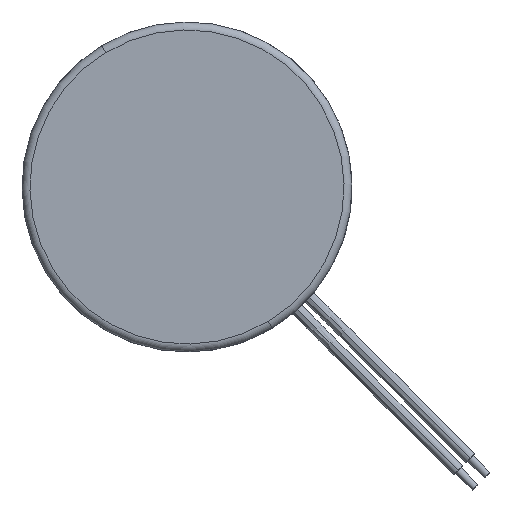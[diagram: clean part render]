
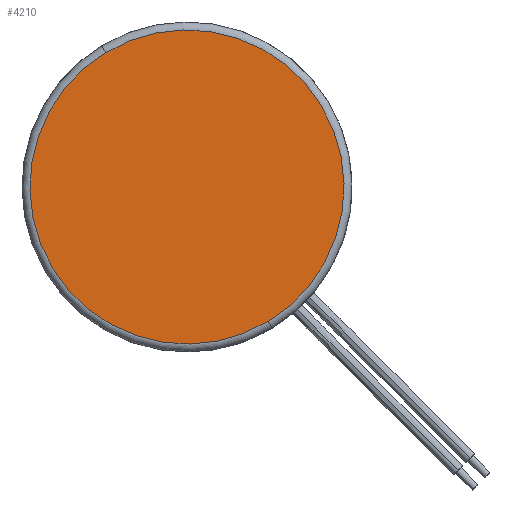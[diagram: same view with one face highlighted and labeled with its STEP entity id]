
A CAD part, left-side view. The second image highlights one B-rep face of the part: STEP entity #4210.
In plain terms, the highlighted planar face has unit normal (-1, 0, 0).
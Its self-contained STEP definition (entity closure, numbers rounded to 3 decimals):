
#31 = DIRECTION ( 'NONE',  ( -1., 0., 0. ) ) ;
#404 = EDGE_CURVE ( 'NONE', #7499, #3901, #5108, .T. ) ;
#1954 = DIRECTION ( 'NONE',  ( 0., -0.517, -0.856 ) ) ;
#2416 = CARTESIAN_POINT ( 'NONE',  ( -7.5, 0., 0. ) ) ;
#2429 = CARTESIAN_POINT ( 'NONE',  ( -7.5, 0., 0. ) ) ;
#2855 = CIRCLE ( 'NONE', #3965, 19.85 ) ;
#2879 = ORIENTED_EDGE ( 'NONE', *, *, #6719, .T. ) ;
#3146 = EDGE_LOOP ( 'NONE', ( #5051, #2879 ) ) ;
#3901 = VERTEX_POINT ( 'NONE', #5474 ) ;
#3965 = AXIS2_PLACEMENT_3D ( 'NONE', #2416, #5514, #1954 ) ;
#4210 = ADVANCED_FACE ( 'NONE', ( #5755 ), #5710, .T. ) ;
#5051 = ORIENTED_EDGE ( 'NONE', *, *, #404, .T. ) ;
#5108 = CIRCLE ( 'NONE', #7116, 19.85 ) ;
#5127 = DIRECTION ( 'NONE',  ( -1., 0., 0. ) ) ;
#5361 = DIRECTION ( 'NONE',  ( 0., -0.517, -0.856 ) ) ;
#5474 = CARTESIAN_POINT ( 'NONE',  ( -7.5, 10.265, 16.99 ) ) ;
#5514 = DIRECTION ( 'NONE',  ( -1., 0., 0. ) ) ;
#5710 = PLANE ( 'NONE',  #7254 ) ;
#5755 = FACE_OUTER_BOUND ( 'NONE', #3146, .T. ) ;
#5998 = CARTESIAN_POINT ( 'NONE',  ( -7.5, 0., 0. ) ) ;
#6341 = DIRECTION ( 'NONE',  ( 0., -0.517, -0.856 ) ) ;
#6719 = EDGE_CURVE ( 'NONE', #3901, #7499, #2855, .T. ) ;
#7116 = AXIS2_PLACEMENT_3D ( 'NONE', #5998, #31, #5361 ) ;
#7254 = AXIS2_PLACEMENT_3D ( 'NONE', #2429, #5127, #6341 ) ;
#7264 = CARTESIAN_POINT ( 'NONE',  ( -7.5, -10.265, -16.99 ) ) ;
#7499 = VERTEX_POINT ( 'NONE', #7264 ) ;
